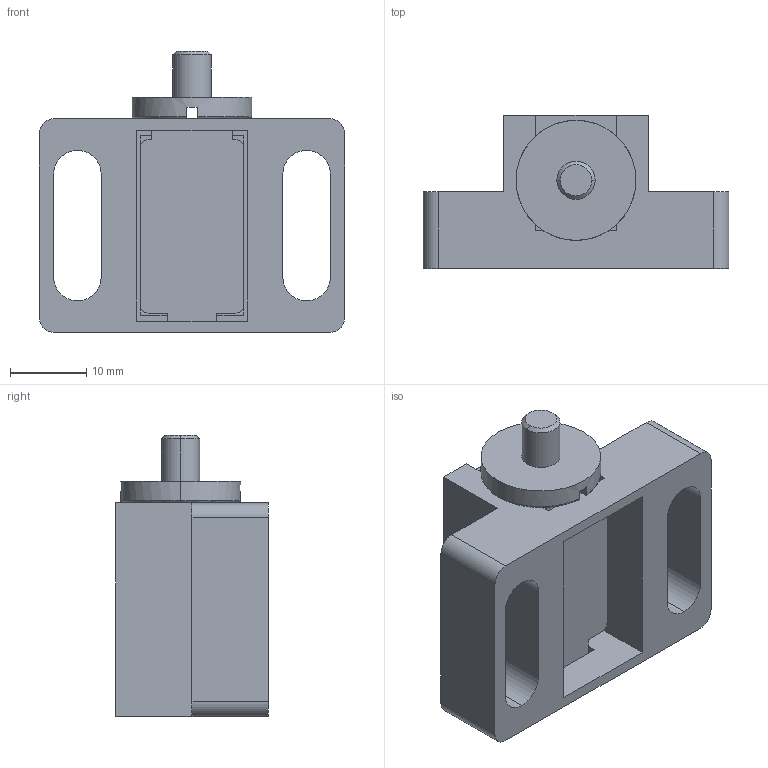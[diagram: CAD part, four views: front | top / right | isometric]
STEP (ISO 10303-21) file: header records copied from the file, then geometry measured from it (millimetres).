
FILE_DESCRIPTION (( 'STEP AP214' ), '1' );
FILE_NAME ('7340010', '2019-02-01T14:36:22', ( '' ), ('JUGARD+KÜNSTNER GmbH'), 'SwSTEP 2.0', 'SolidWorks 2017', '' );
FILE_SCHEMA (( 'AUTOMOTIVE_DESIGN' ));
Length unit declared in the file: millimetre
Products named in the file (1): 7340010_CNAJF00
Bounding box: 40 x 20 x 36.8 mm (x, y, z)
Surface area: 7483.2 mm2 (no closed solid volume)
Topology: 0 solids, 1 shells, 101 faces, 330 edges, 207 vertices
Faces by surface type: plane 74, cylinder 22, bspline 3, cone 2
Entity records: 4037 total; most frequent: CARTESIAN_POINT 807, ORIENTED_EDGE 644, DIRECTION 566, EDGE_CURVE 330, VECTOR 266, LINE 266, VERTEX_POINT 207, AXIS2_PLACEMENT_3D 150
